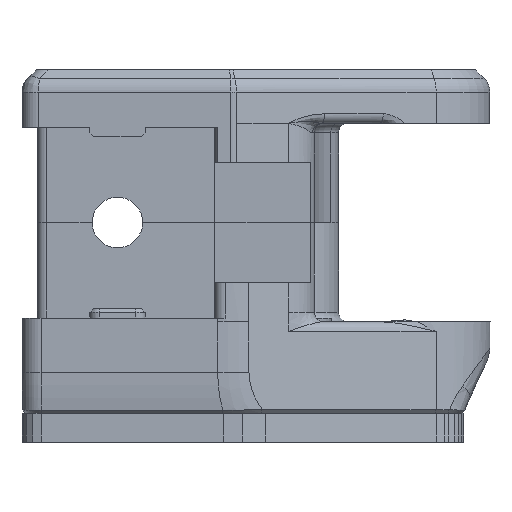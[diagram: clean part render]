
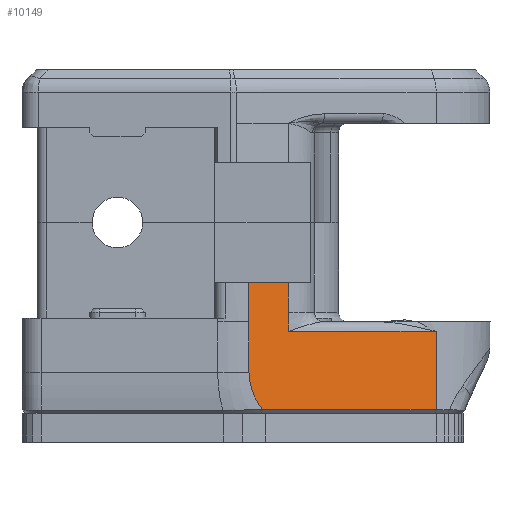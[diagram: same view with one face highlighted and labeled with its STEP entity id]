
A CAD part, left-side view. The second image highlights one B-rep face of the part: STEP entity #10149.
In plain terms, the highlighted planar face has unit normal (-0.945, -0.328, 0).
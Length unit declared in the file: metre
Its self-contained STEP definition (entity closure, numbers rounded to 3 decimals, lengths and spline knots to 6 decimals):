
#515=B_SPLINE_CURVE_WITH_KNOTS('',3,(#16498,#16499,#16500,#16501),
 .UNSPECIFIED.,.F.,.F.,(4,4),(0.,1.),.UNSPECIFIED.);
#516=B_SPLINE_CURVE_WITH_KNOTS('',3,(#16503,#16504,#16505,#16506),
 .UNSPECIFIED.,.F.,.F.,(4,4),(0.,0.710564),.UNSPECIFIED.);
#517=B_SPLINE_CURVE_WITH_KNOTS('',3,(#16512,#16513,#16514,#16515),
 .UNSPECIFIED.,.F.,.F.,(4,4),(0.,1.),.UNSPECIFIED.);
#2229=ORIENTED_EDGE('',*,*,#4744,.F.);
#2230=ORIENTED_EDGE('',*,*,#4745,.T.);
#2231=ORIENTED_EDGE('',*,*,#4746,.F.);
#2232=ORIENTED_EDGE('',*,*,#4747,.F.);
#2233=ORIENTED_EDGE('',*,*,#4748,.F.);
#2234=ORIENTED_EDGE('',*,*,#4749,.F.);
#2235=ORIENTED_EDGE('',*,*,#4750,.F.);
#2236=ORIENTED_EDGE('',*,*,#4751,.T.);
#2237=ORIENTED_EDGE('',*,*,#4752,.T.);
#2238=ORIENTED_EDGE('',*,*,#4753,.T.);
#4744=EDGE_CURVE('',#6081,#6082,#6982,.F.);
#4745=EDGE_CURVE('',#6081,#6083,#6983,.T.);
#4746=EDGE_CURVE('',#6084,#6083,#6984,.T.);
#4747=EDGE_CURVE('',#6085,#6084,#6985,.T.);
#4748=EDGE_CURVE('',#6086,#6085,#6986,.T.);
#4749=EDGE_CURVE('',#6087,#6086,#515,.F.);
#4750=EDGE_CURVE('',#6088,#6087,#516,.F.);
#4751=EDGE_CURVE('',#6088,#6089,#6987,.T.);
#4752=EDGE_CURVE('',#6089,#6090,#6988,.T.);
#4753=EDGE_CURVE('',#6090,#6082,#517,.T.);
#6081=VERTEX_POINT('',#16488);
#6082=VERTEX_POINT('',#16489);
#6083=VERTEX_POINT('',#16491);
#6084=VERTEX_POINT('',#16493);
#6085=VERTEX_POINT('',#16495);
#6086=VERTEX_POINT('',#16497);
#6087=VERTEX_POINT('',#16502);
#6088=VERTEX_POINT('',#16507);
#6089=VERTEX_POINT('',#16509);
#6090=VERTEX_POINT('',#16511);
#6982=LINE('',#16487,#7722);
#6983=LINE('',#16490,#7723);
#6984=LINE('',#16492,#7724);
#6985=LINE('',#16494,#7725);
#6986=LINE('',#16496,#7726);
#6987=LINE('',#16508,#7727);
#6988=LINE('',#16510,#7728);
#7722=VECTOR('',#12821,1.);
#7723=VECTOR('',#12822,1.);
#7724=VECTOR('',#12823,1.);
#7725=VECTOR('',#12824,1.);
#7726=VECTOR('',#12825,1.);
#7727=VECTOR('',#12826,1.);
#7728=VECTOR('',#12827,1.);
#8457=EDGE_LOOP('',(#2229,#2230,#2231,#2232,#2233,#2234,#2235,#2236,#2237,
#2238));
#9220=FACE_BOUND('',#8457,.T.);
#9802=PLANE('',#11004);
#10149=ADVANCED_FACE('',(#9220),#9802,.T.);
#11004=AXIS2_PLACEMENT_3D('',#16486,#12819,#12820);
#12819=DIRECTION('',(-0.945,-0.328,0.));
#12820=DIRECTION('',(-0.328,0.945,0.));
#12821=DIRECTION('',(0.,0.,1.));
#12822=DIRECTION('',(-0.001,0.002,1.));
#12823=DIRECTION('',(0.,0.,-1.));
#12824=DIRECTION('',(0.328,-0.945,0.));
#12825=DIRECTION('',(0.,0.,1.));
#12826=DIRECTION('',(0.328,-0.945,0.));
#12827=DIRECTION('',(0.,0.,1.));
#16486=CARTESIAN_POINT('',(-0.003596,-0.017966,-0.0004));
#16487=CARTESIAN_POINT('',(-0.008953,-0.002525,0.013));
#16488=CARTESIAN_POINT('',(-0.008954,-0.002525,-0.0104));
#16489=CARTESIAN_POINT('',(-0.008954,-0.002525,-0.0114));
#16490=CARTESIAN_POINT('',(-0.008959,-0.002509,-0.000427));
#16491=CARTESIAN_POINT('',(-0.008954,-0.002523,-0.0094));
#16492=CARTESIAN_POINT('',(-0.008954,-0.002523,0.0048));
#16493=CARTESIAN_POINT('',(-0.008954,-0.002523,-0.0063));
#16494=CARTESIAN_POINT('',(-0.009471,-0.001032,-0.0063));
#16495=CARTESIAN_POINT('',(-0.010397,0.001637,-0.0063));
#16496=CARTESIAN_POINT('',(-0.010397,0.001637,0.0048));
#16497=CARTESIAN_POINT('',(-0.010397,0.001636,-0.0104));
#16498=CARTESIAN_POINT('',(-0.010397,0.001635,-0.0104));
#16499=CARTESIAN_POINT('',(-0.010397,0.001635,-0.012159));
#16500=CARTESIAN_POINT('',(-0.010397,0.001635,-0.013919));
#16501=CARTESIAN_POINT('',(-0.010397,0.001635,-0.015678));
#16502=CARTESIAN_POINT('',(-0.010397,0.001635,-0.015678));
#16503=CARTESIAN_POINT('',(-0.010397,0.001635,-0.015678));
#16504=CARTESIAN_POINT('',(-0.010397,0.001635,-0.017004));
#16505=CARTESIAN_POINT('',(-0.010232,0.001159,-0.018325));
#16506=CARTESIAN_POINT('',(-0.009907,0.000224,-0.019606));
#16507=CARTESIAN_POINT('',(-0.009908,0.000226,-0.019603));
#16508=CARTESIAN_POINT('',(-0.003595,-0.017967,-0.0196));
#16509=CARTESIAN_POINT('',(-0.003595,-0.017967,-0.0196));
#16510=CARTESIAN_POINT('',(-0.003595,-0.017967,-0.0004));
#16511=CARTESIAN_POINT('',(-0.003596,-0.017967,-0.0114));
#16512=CARTESIAN_POINT('',(-0.003595,-0.017967,-0.0114));
#16513=CARTESIAN_POINT('',(-0.005381,-0.01282,-0.0114));
#16514=CARTESIAN_POINT('',(-0.007167,-0.007672,-0.0114));
#16515=CARTESIAN_POINT('',(-0.008953,-0.002525,-0.0114));
